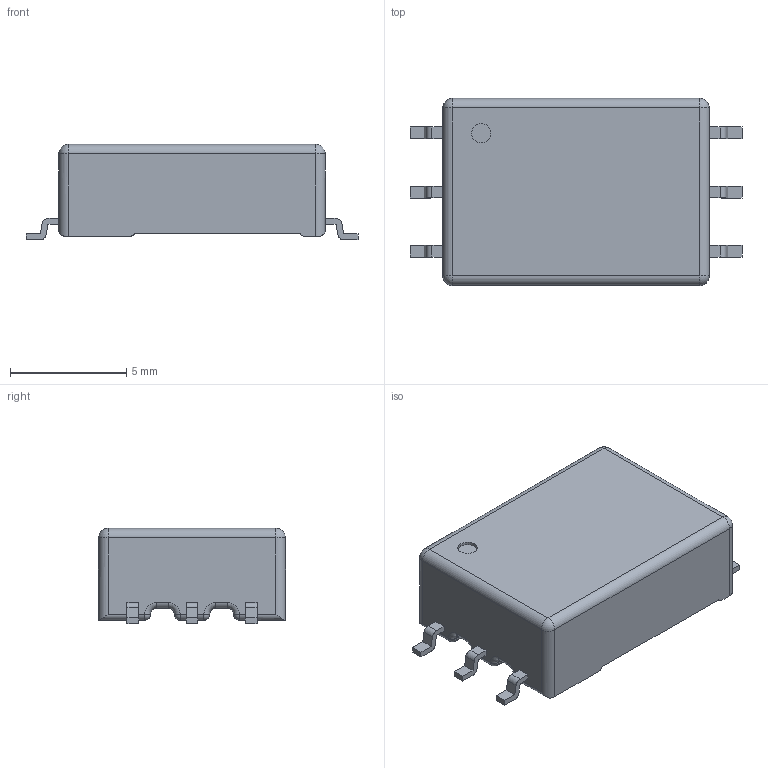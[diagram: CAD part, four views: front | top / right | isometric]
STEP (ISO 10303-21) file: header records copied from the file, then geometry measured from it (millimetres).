
FILE_DESCRIPTION(/* description */ ('Unknown'),/* implementation_level */ '2;1');
FILE_NAME(/* name */ 'T_Wurth_WE-PPTI-1408',/* time_stamp */ '2025-10-31T16:11:36+08:00',/* author */ ('Unknown'),/* organization */ ('Unknown'),/* preprocessor_version */ 'ST-DEVELOPER v19.4',/* originating_system */ 'Solid Edge',/* authorisation */ 'Unknown');
FILE_SCHEMA (('AUTOMOTIVE_DESIGN {1 0 10303 214 3 1 1}'));
Length unit declared in the file: millimetre
Products named in the file (2): T_Wurth_WE-PPTI-1408
Assembly tree (1 placements, depth 2):
  T_Wurth_WE-PPTI-1408
    T_Wurth_WE-PPTI-1408
Bounding box: 14.25 x 8.03 x 4.09 mm (x, y, z)
Volume: 221.2 mm3; surface area: 482 mm2
Topology: 1 solids, 1 shells, 225 faces, 550 edges, 312 vertices
Faces by surface type: plane 87, cylinder 86, torus 28, sphere 24
Entity records: 7979 total; most frequent: DIRECTION 1180, CARTESIAN_POINT 1101, ORIENTED_EDGE 1052, EDGE_CURVE 526, AXIS2_PLACEMENT_3D 435, VERTEX_POINT 312, LINE 310, VECTOR 310
